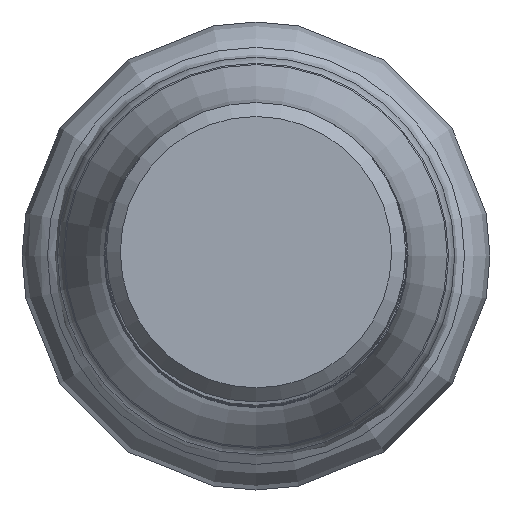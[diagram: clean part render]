
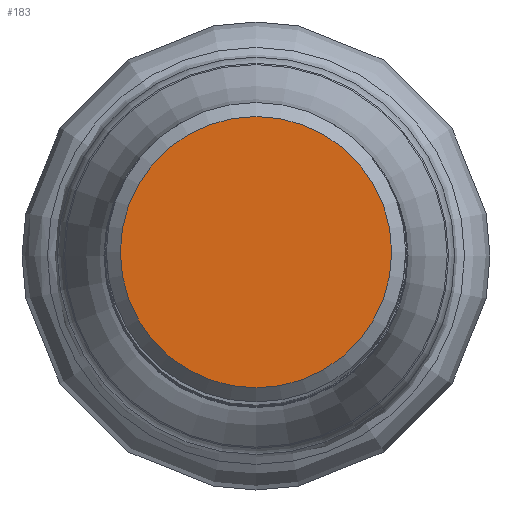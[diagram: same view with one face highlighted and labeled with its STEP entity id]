
A CAD part, top view. The second image highlights one B-rep face of the part: STEP entity #183.
In plain terms, the highlighted planar face has unit normal (0, 0, 1).
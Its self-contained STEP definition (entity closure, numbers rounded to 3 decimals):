
#183=ADVANCED_FACE('',(#189),#187,.T.);
#187=PLANE('',#474);
#189=FACE_OUTER_BOUND('',#229,.T.);
#229=EDGE_LOOP('',(#269));
#269=ORIENTED_EDGE('',*,*,#310,.F.);
#289=VERTEX_POINT('',#663);
#310=EDGE_CURVE('',#289,#289,#330,.T.);
#330=CIRCLE('',#472,14.496);
#472=AXIS2_PLACEMENT_3D('',#662,#572,#573);
#474=AXIS2_PLACEMENT_3D('',#665,#576,#577);
#572=DIRECTION('',(0.,0.,-1.));
#573=DIRECTION('',(-1.,0.,0.));
#576=DIRECTION('',(0.,0.,1.));
#577=DIRECTION('',(1.,0.,0.));
#662=CARTESIAN_POINT('',(0.,0.,0.));
#663=CARTESIAN_POINT('',(-14.496,0.,0.));
#665=CARTESIAN_POINT('',(-14.496,0.,0.));
